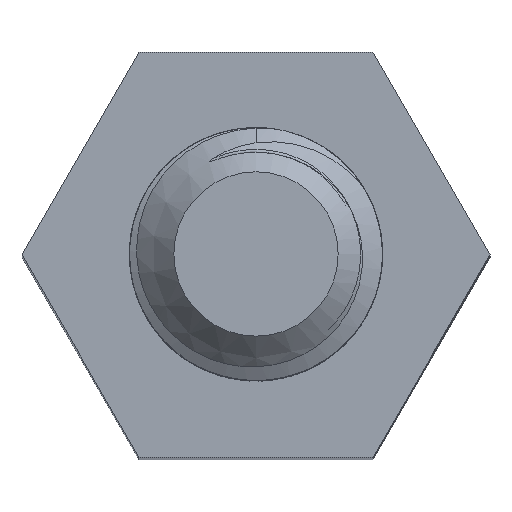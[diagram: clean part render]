
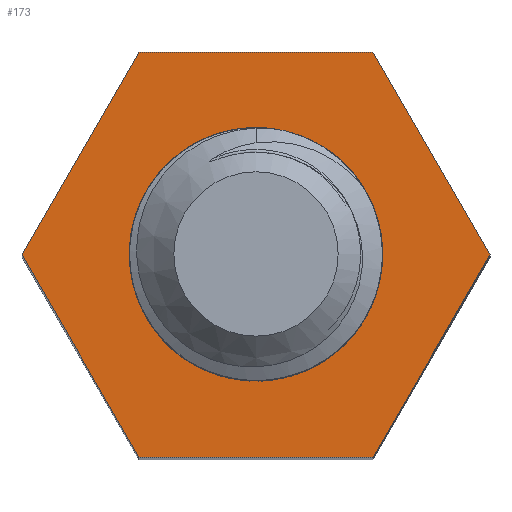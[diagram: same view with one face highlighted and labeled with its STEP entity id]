
A CAD part, top view. The second image highlights one B-rep face of the part: STEP entity #173.
In plain terms, the highlighted planar face has unit normal (0, 0, 1).
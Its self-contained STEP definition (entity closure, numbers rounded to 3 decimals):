
#173=ADVANCED_FACE('',(#7199,#7201),#7203,.T.);
#7199=FACE_BOUND('',#7200,.T.);
#7200=EDGE_LOOP('',(#13354,#13355,#13356,#13357,#13358,#13359));
#7201=FACE_BOUND('',#7202,.T.);
#7202=EDGE_LOOP('',(#13360));
#7203=PLANE('',#7204);
#7204=AXIS2_PLACEMENT_3D('',#7205,#7206,#7207);
#7205=CARTESIAN_POINT('',(0.,0.,30.));
#7206=DIRECTION('',(0.,0.,1.));
#7207=DIRECTION('',(-1.,0.,0.));
#13354=ORIENTED_EDGE('',*,*,#13571,.T.);
#13355=ORIENTED_EDGE('',*,*,#13569,.T.);
#13356=ORIENTED_EDGE('',*,*,#13567,.T.);
#13357=ORIENTED_EDGE('',*,*,#13565,.T.);
#13358=ORIENTED_EDGE('',*,*,#13563,.T.);
#13359=ORIENTED_EDGE('',*,*,#13561,.T.);
#13360=ORIENTED_EDGE('',*,*,#13572,.F.);
#13561=EDGE_CURVE('',#13729,#13727,#13730,.T.);
#13563=EDGE_CURVE('',#13732,#13729,#13733,.T.);
#13565=EDGE_CURVE('',#13735,#13732,#13736,.T.);
#13567=EDGE_CURVE('',#13738,#13735,#13739,.T.);
#13569=EDGE_CURVE('',#13741,#13738,#13742,.T.);
#13571=EDGE_CURVE('',#13727,#13741,#13744,.T.);
#13572=EDGE_CURVE('',#13745,#13745,#13746,.F.);
#13727=VERTEX_POINT('',#16347);
#13729=VERTEX_POINT('',#16351);
#13730=LINE('',#16352,#16353);
#13732=VERTEX_POINT('',#16358);
#13733=LINE('',#16359,#16360);
#13735=VERTEX_POINT('',#16365);
#13736=LINE('',#16366,#16367);
#13738=VERTEX_POINT('',#16372);
#13739=LINE('',#16373,#16374);
#13741=VERTEX_POINT('',#16379);
#13742=LINE('',#16380,#16381);
#13744=LINE('',#16386,#16387);
#13745=VERTEX_POINT('',#16389);
#13746=CIRCLE('',#16390,2.);
#16347=CARTESIAN_POINT('',(4.619,0.,30.));
#16351=CARTESIAN_POINT('',(2.309,-4.,30.));
#16352=CARTESIAN_POINT('',(2.309,-4.,30.));
#16353=VECTOR('',#16354,1.);
#16354=DIRECTION('',(0.5,0.866,0.));
#16358=CARTESIAN_POINT('',(-2.309,-4.,30.));
#16359=CARTESIAN_POINT('',(-2.309,-4.,30.));
#16360=VECTOR('',#16361,1.);
#16361=DIRECTION('',(1.,0.,0.));
#16365=CARTESIAN_POINT('',(-4.619,0.,30.));
#16366=CARTESIAN_POINT('',(-4.619,0.,30.));
#16367=VECTOR('',#16368,1.);
#16368=DIRECTION('',(0.5,-0.866,0.));
#16372=CARTESIAN_POINT('',(-2.309,4.,30.));
#16373=CARTESIAN_POINT('',(-2.309,4.,30.));
#16374=VECTOR('',#16375,1.);
#16375=DIRECTION('',(-0.5,-0.866,0.));
#16379=CARTESIAN_POINT('',(2.309,4.,30.));
#16380=CARTESIAN_POINT('',(2.309,4.,30.));
#16381=VECTOR('',#16382,1.);
#16382=DIRECTION('',(-1.,0.,0.));
#16386=CARTESIAN_POINT('',(4.619,0.,30.));
#16387=VECTOR('',#16388,1.);
#16388=DIRECTION('',(-0.5,0.866,0.));
#16389=CARTESIAN_POINT('',(0.,2.,30.));
#16390=AXIS2_PLACEMENT_3D('',#16391,#16392,#16393);
#16391=CARTESIAN_POINT('',(0.,0.,30.));
#16392=DIRECTION('',(-0.,-0.,-1.));
#16393=DIRECTION('',(0.,1.,0.));
